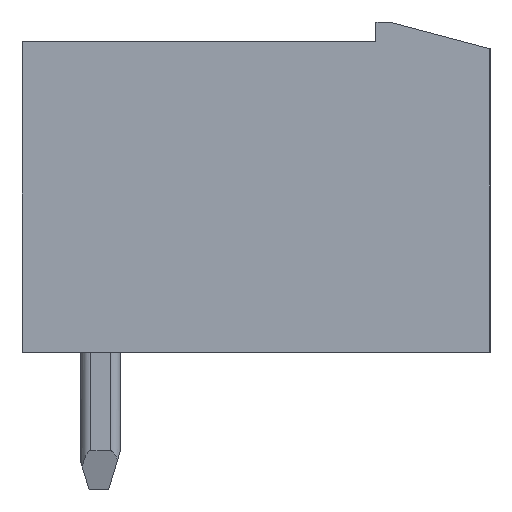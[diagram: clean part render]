
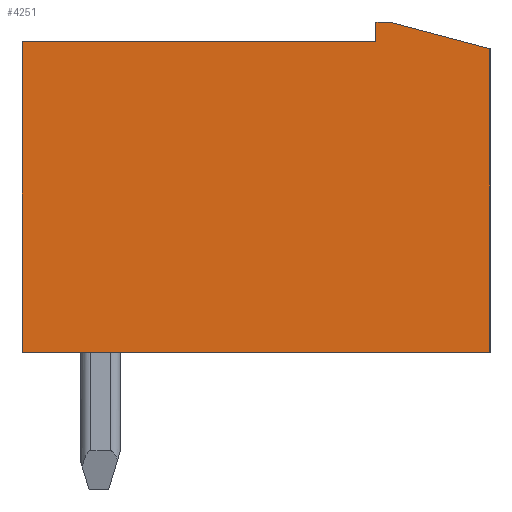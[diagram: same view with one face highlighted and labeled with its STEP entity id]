
A CAD part, left-side view. The second image highlights one B-rep face of the part: STEP entity #4251.
In plain terms, the highlighted planar face has unit normal (-1, 0, 0).
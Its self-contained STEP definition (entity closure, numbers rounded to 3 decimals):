
#383=LINE('',#6360,#800);
#397=LINE('',#6408,#814);
#399=LINE('',#6411,#816);
#402=LINE('',#6417,#819);
#428=LINE('',#6476,#845);
#433=LINE('',#6486,#850);
#435=LINE('',#6489,#852);
#800=VECTOR('',#5055,1000.);
#814=VECTOR('',#5091,1000.);
#816=VECTOR('',#5095,1000.);
#819=VECTOR('',#5100,1000.);
#845=VECTOR('',#5136,1000.);
#850=VECTOR('',#5143,1000.);
#852=VECTOR('',#5147,1000.);
#1212=PLANE('',#4621);
#2398=ORIENTED_EDGE('',*,*,#2711,.T.);
#2399=ORIENTED_EDGE('',*,*,#2685,.T.);
#2400=ORIENTED_EDGE('',*,*,#2744,.T.);
#2401=ORIENTED_EDGE('',*,*,#2749,.T.);
#2402=ORIENTED_EDGE('',*,*,#2751,.T.);
#2403=ORIENTED_EDGE('',*,*,#2714,.T.);
#2404=ORIENTED_EDGE('',*,*,#2709,.T.);
#2685=EDGE_CURVE('',#3243,#3242,#383,.T.);
#2709=EDGE_CURVE('',#3262,#3265,#397,.T.);
#2711=EDGE_CURVE('',#3265,#3243,#399,.T.);
#2714=EDGE_CURVE('',#3266,#3262,#402,.T.);
#2744=EDGE_CURVE('',#3242,#3296,#428,.T.);
#2749=EDGE_CURVE('',#3296,#3299,#433,.T.);
#2751=EDGE_CURVE('',#3299,#3266,#435,.T.);
#3242=VERTEX_POINT('',#6359);
#3243=VERTEX_POINT('',#6361);
#3262=VERTEX_POINT('',#6402);
#3265=VERTEX_POINT('',#6407);
#3266=VERTEX_POINT('',#6414);
#3296=VERTEX_POINT('',#6477);
#3299=VERTEX_POINT('',#6485);
#3760=EDGE_LOOP('',(#2398,#2399,#2400,#2401,#2402,#2403,#2404));
#4008=FACE_BOUND('',#3760,.T.);
#4251=ADVANCED_FACE('',(#4008),#1212,.F.);
#4621=AXIS2_PLACEMENT_3D('',#7400,#5751,#5752);
#5055=DIRECTION('',(0.,-1.,0.));
#5091=DIRECTION('',(0.,1.,0.));
#5095=DIRECTION('',(0.,0.,-1.));
#5100=DIRECTION('',(0.,0.,-1.));
#5136=DIRECTION('',(0.,0.,1.));
#5143=DIRECTION('',(0.,0.966,0.257));
#5147=DIRECTION('',(0.,1.,0.));
#5751=DIRECTION('',(1.,0.,0.));
#5752=DIRECTION('',(0.,0.,1.));
#6359=CARTESIAN_POINT('',(-44.6,-27.679,-12.));
#6360=CARTESIAN_POINT('',(-44.6,-27.679,-12.));
#6361=CARTESIAN_POINT('',(-44.6,-15.779,-12.));
#6402=CARTESIAN_POINT('',(-44.6,-24.779,-4.1));
#6407=CARTESIAN_POINT('',(-44.6,-15.779,-4.1));
#6408=CARTESIAN_POINT('',(-44.6,-24.779,-4.1));
#6411=CARTESIAN_POINT('',(-44.6,-15.779,-4.1));
#6414=CARTESIAN_POINT('',(-44.6,-24.779,-3.6));
#6417=CARTESIAN_POINT('',(-44.6,-24.779,-4.1));
#6476=CARTESIAN_POINT('',(-44.6,-27.679,-4.279));
#6477=CARTESIAN_POINT('',(-44.6,-27.679,-4.279));
#6485=CARTESIAN_POINT('',(-44.6,-25.124,-3.6));
#6486=CARTESIAN_POINT('',(-44.6,-27.679,-4.279));
#6489=CARTESIAN_POINT('',(-44.6,-24.779,-3.6));
#7400=CARTESIAN_POINT('',(-44.6,-24.779,-4.1));
